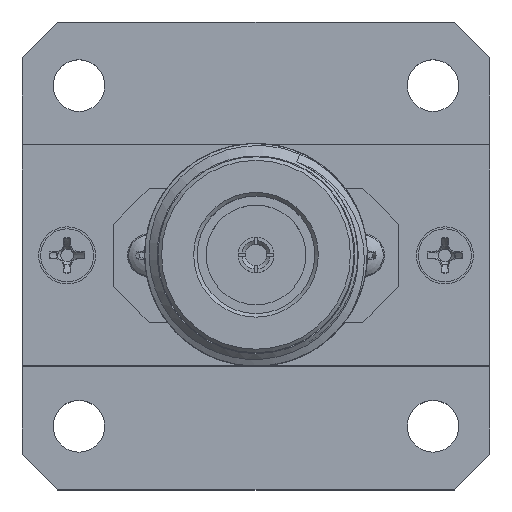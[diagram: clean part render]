
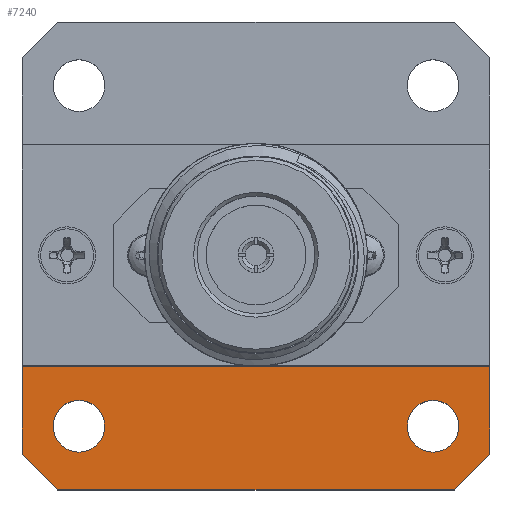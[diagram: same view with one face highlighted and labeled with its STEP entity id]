
A CAD part, top view. The second image highlights one B-rep face of the part: STEP entity #7240.
In plain terms, the highlighted planar face has unit normal (0, 0, 1).
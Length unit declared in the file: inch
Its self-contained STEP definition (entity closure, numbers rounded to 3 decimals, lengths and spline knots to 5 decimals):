
#176 = VERTEX_POINT ( 'NONE', #3995 ) ;
#317 = CARTESIAN_POINT ( 'NONE',  ( -0.5565, -0.6565, 0. ) ) ;
#454 = DIRECTION ( 'NONE',  ( 0., 1., 0. ) ) ;
#511 = DIRECTION ( 'NONE',  ( 0., -1., 0. ) ) ;
#527 = EDGE_CURVE ( 'NONE', #8253, #8253, #5083, .T. ) ;
#656 = ORIENTED_EDGE ( 'NONE', *, *, #9083, .T. ) ;
#680 = CARTESIAN_POINT ( 'NONE',  ( 0., 0., 0. ) ) ;
#933 = ORIENTED_EDGE ( 'NONE', *, *, #1962, .F. ) ;
#1182 = DIRECTION ( 'NONE',  ( 0.707, -0.707, 0. ) ) ;
#1214 = CIRCLE ( 'NONE', #5848, 0.0725 ) ;
#1462 = VERTEX_POINT ( 'NONE', #8530 ) ;
#1488 = LINE ( 'NONE', #7573, #4925 ) ;
#1549 = DIRECTION ( 'NONE',  ( 1., 0., 0. ) ) ;
#1962 = EDGE_CURVE ( 'NONE', #176, #4682, #4491, .T. ) ;
#2200 = ORIENTED_EDGE ( 'NONE', *, *, #10569, .F. ) ;
#2272 = CARTESIAN_POINT ( 'NONE',  ( -0.4245, -0.478, 0. ) ) ;
#2434 = ORIENTED_EDGE ( 'NONE', *, *, #6678, .T. ) ;
#2742 = CARTESIAN_POINT ( 'NONE',  ( -0.6565, -0.31, 0. ) ) ;
#2803 = DIRECTION ( 'NONE',  ( 1., 0., 0. ) ) ;
#2821 = EDGE_LOOP ( 'NONE', ( #933, #11024, #4074, #2434, #656, #8139 ) ) ;
#3034 = DIRECTION ( 'NONE',  ( 0., -1., 0. ) ) ;
#3460 = VECTOR ( 'NONE', #1182, 39.37008 ) ;
#3995 = CARTESIAN_POINT ( 'NONE',  ( -0.6565, -0.31, 0. ) ) ;
#4074 = ORIENTED_EDGE ( 'NONE', *, *, #9520, .T. ) ;
#4099 = FACE_OUTER_BOUND ( 'NONE', #2821, .T. ) ;
#4160 = PLANE ( 'NONE',  #6909 ) ;
#4227 = VERTEX_POINT ( 'NONE', #7226 ) ;
#4491 = LINE ( 'NONE', #2742, #8048 ) ;
#4615 = LINE ( 'NONE', #9075, #8585 ) ;
#4682 = VERTEX_POINT ( 'NONE', #10932 ) ;
#4694 = DIRECTION ( 'NONE',  ( 0., 0., 1. ) ) ;
#4782 = LINE ( 'NONE', #10957, #3460 ) ;
#4811 = LINE ( 'NONE', #11052, #8557 ) ;
#4925 = VECTOR ( 'NONE', #454, 39.37008 ) ;
#4926 = DIRECTION ( 'NONE',  ( 1., 0., 0. ) ) ;
#5083 = CIRCLE ( 'NONE', #9330, 0.0725 ) ;
#5210 = DIRECTION ( 'NONE',  ( 0., 0., 1. ) ) ;
#5787 = LINE ( 'NONE', #9433, #9867 ) ;
#5848 = AXIS2_PLACEMENT_3D ( 'NONE', #6879, #5210, #1549 ) ;
#6045 = CARTESIAN_POINT ( 'NONE',  ( 0.5565, -0.6565, 0. ) ) ;
#6678 = EDGE_CURVE ( 'NONE', #9541, #10095, #5787, .T. ) ;
#6879 = CARTESIAN_POINT ( 'NONE',  ( 0.497, -0.478, 0. ) ) ;
#6909 = AXIS2_PLACEMENT_3D ( 'NONE', #680, #8450, #511 ) ;
#7226 = CARTESIAN_POINT ( 'NONE',  ( -0.6565, -0.5565, 0. ) ) ;
#7240 = ADVANCED_FACE ( 'NONE', ( #4099, #9320, #7630 ), #4160, .F. ) ;
#7294 = DIRECTION ( 'NONE',  ( 1., 0., 0. ) ) ;
#7511 = CARTESIAN_POINT ( 'NONE',  ( -0.497, -0.478, 0. ) ) ;
#7573 = CARTESIAN_POINT ( 'NONE',  ( 0.6565, -0.6565, 0. ) ) ;
#7630 = FACE_BOUND ( 'NONE', #7950, .T. ) ;
#7843 = EDGE_CURVE ( 'NONE', #176, #4227, #4615, .T. ) ;
#7950 = EDGE_LOOP ( 'NONE', ( #8511 ) ) ;
#8048 = VECTOR ( 'NONE', #2803, 39.37008 ) ;
#8139 = ORIENTED_EDGE ( 'NONE', *, *, #10515, .T. ) ;
#8253 = VERTEX_POINT ( 'NONE', #2272 ) ;
#8281 = CARTESIAN_POINT ( 'NONE',  ( 0.6565, -0.5565, 0. ) ) ;
#8450 = DIRECTION ( 'NONE',  ( 0., 0., -1. ) ) ;
#8504 = DIRECTION ( 'NONE',  ( 0.707, 0.707, 0. ) ) ;
#8511 = ORIENTED_EDGE ( 'NONE', *, *, #527, .F. ) ;
#8530 = CARTESIAN_POINT ( 'NONE',  ( 0.5695, -0.478, 0. ) ) ;
#8557 = VECTOR ( 'NONE', #8504, 39.37008 ) ;
#8585 = VECTOR ( 'NONE', #3034, 39.37008 ) ;
#9075 = CARTESIAN_POINT ( 'NONE',  ( -0.6565, -0.6565, 0. ) ) ;
#9083 = EDGE_CURVE ( 'NONE', #10095, #10443, #4811, .T. ) ;
#9320 = FACE_BOUND ( 'NONE', #9894, .T. ) ;
#9330 = AXIS2_PLACEMENT_3D ( 'NONE', #7511, #4694, #7294 ) ;
#9433 = CARTESIAN_POINT ( 'NONE',  ( -0.6565, -0.6565, 0. ) ) ;
#9520 = EDGE_CURVE ( 'NONE', #4227, #9541, #4782, .T. ) ;
#9541 = VERTEX_POINT ( 'NONE', #317 ) ;
#9867 = VECTOR ( 'NONE', #4926, 39.37008 ) ;
#9894 = EDGE_LOOP ( 'NONE', ( #2200 ) ) ;
#10095 = VERTEX_POINT ( 'NONE', #6045 ) ;
#10443 = VERTEX_POINT ( 'NONE', #8281 ) ;
#10515 = EDGE_CURVE ( 'NONE', #10443, #4682, #1488, .T. ) ;
#10569 = EDGE_CURVE ( 'NONE', #1462, #1462, #1214, .T. ) ;
#10932 = CARTESIAN_POINT ( 'NONE',  ( 0.6565, -0.31, 0. ) ) ;
#10957 = CARTESIAN_POINT ( 'NONE',  ( -0.6565, -0.5565, 0. ) ) ;
#11024 = ORIENTED_EDGE ( 'NONE', *, *, #7843, .T. ) ;
#11052 = CARTESIAN_POINT ( 'NONE',  ( 0.5565, -0.6565, 0. ) ) ;
